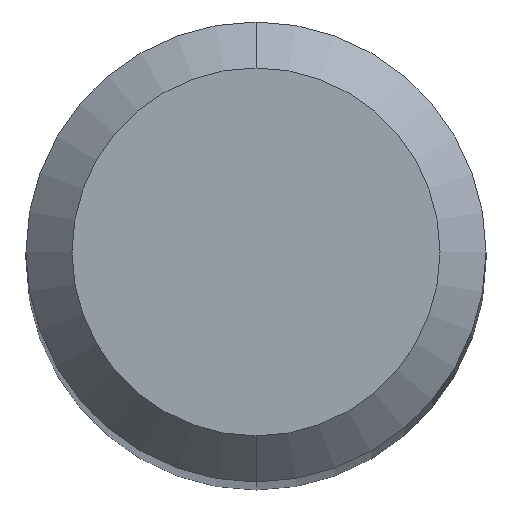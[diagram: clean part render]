
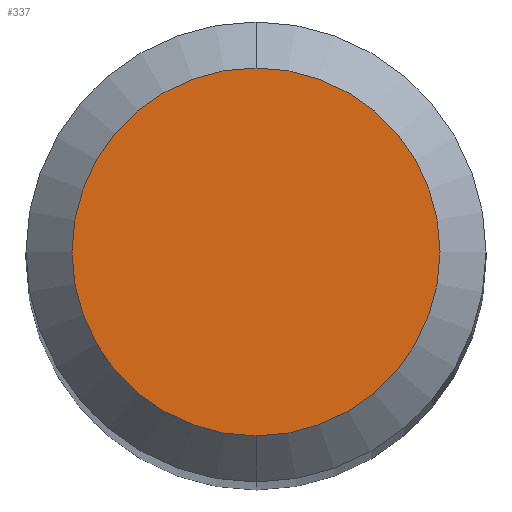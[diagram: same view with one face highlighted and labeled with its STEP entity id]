
A CAD part, top view. The second image highlights one B-rep face of the part: STEP entity #337.
In plain terms, the highlighted planar face has unit normal (0, 0, 1).
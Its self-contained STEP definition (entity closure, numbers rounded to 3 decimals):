
#221=VERTEX_POINT('',#534);
#243=EDGE_CURVE('',#221,#323,#560,.T.);
#323=VERTEX_POINT('',#646);
#337=ADVANCED_FACE('',(#661),#662,.T.);
#417=EDGE_CURVE('',#323,#221,#747,.T.);
#534=CARTESIAN_POINT('',(0.,-1.2,0.0));
#560=CIRCLE('',#961,1.2);
#646=CARTESIAN_POINT('',(0.0,1.2,0.0));
#661=FACE_OUTER_BOUND('',#1163,.T.);
#662=PLANE('',#1164);
#747=CIRCLE('',#1360,1.2);
#961=AXIS2_PLACEMENT_3D('',#1554,#1555,#1556);
#1163=EDGE_LOOP('',(#1652,#1653));
#1164=AXIS2_PLACEMENT_3D('',#1654,#1655,#1656);
#1360=AXIS2_PLACEMENT_3D('',#1737,#1738,#1739);
#1554=CARTESIAN_POINT('',(0.0,0.0,0.0));
#1555=DIRECTION('',(0.0,0.0,-1.0));
#1556=DIRECTION('',(0.0,1.0,0.0));
#1652=ORIENTED_EDGE('',*,*,#417,.F.);
#1653=ORIENTED_EDGE('',*,*,#243,.F.);
#1654=CARTESIAN_POINT('',(0.0,0.6,0.0));
#1655=DIRECTION('',(-0.0,0.0,1.0));
#1656=DIRECTION('',(0.0,-1.0,0.0));
#1737=CARTESIAN_POINT('',(0.0,0.0,0.0));
#1738=DIRECTION('',(0.0,0.0,-1.0));
#1739=DIRECTION('',(0.0,1.0,0.0));
